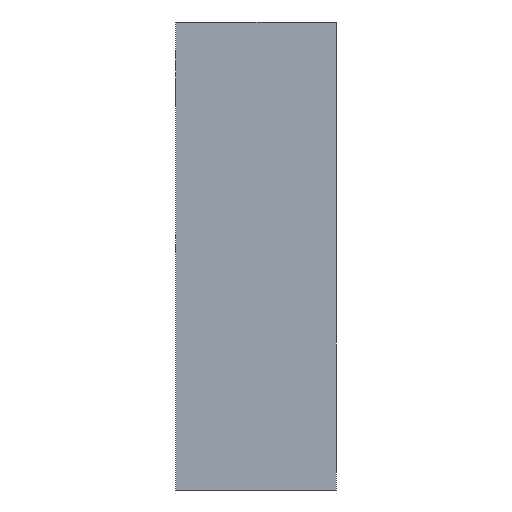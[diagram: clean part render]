
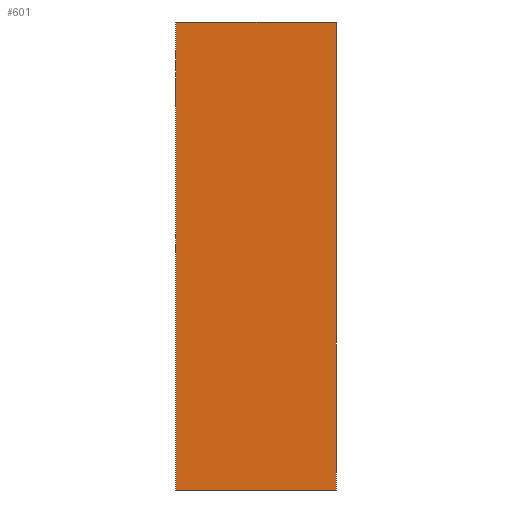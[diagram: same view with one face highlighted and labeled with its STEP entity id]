
A CAD part, left-side view. The second image highlights one B-rep face of the part: STEP entity #601.
In plain terms, the highlighted planar face has unit normal (-1, 0, 0).
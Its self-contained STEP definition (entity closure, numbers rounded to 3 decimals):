
#262 = DIRECTION ( 'NONE',  ( 0., 1., 0. ) ) ;
#469 = AXIS2_PLACEMENT_3D ( 'NONE', #518, #5617, #2132 ) ;
#518 = CARTESIAN_POINT ( 'NONE',  ( -1.5, 0.86, -1.25 ) ) ;
#601 = ADVANCED_FACE ( 'NONE', ( #6121 ), #4452, .F. ) ;
#615 = CARTESIAN_POINT ( 'NONE',  ( -1.5, 0., 1.25 ) ) ;
#823 = VECTOR ( 'NONE', #262, 1000. ) ;
#825 = LINE ( 'NONE', #5286, #823 ) ;
#946 = EDGE_LOOP ( 'NONE', ( #3967, #4562, #3966, #6312 ) ) ;
#1494 = LINE ( 'NONE', #4238, #4808 ) ;
#1632 = CARTESIAN_POINT ( 'NONE',  ( -1.5, 0.86, 1.25 ) ) ;
#1697 = DIRECTION ( 'NONE',  ( 0., 0., -1. ) ) ;
#2132 = DIRECTION ( 'NONE',  ( 0., 0., -1. ) ) ;
#2753 = CARTESIAN_POINT ( 'NONE',  ( -1.5, 0., -1.25 ) ) ;
#2882 = EDGE_CURVE ( 'NONE', #4049, #5182, #1494, .T. ) ;
#3253 = DIRECTION ( 'NONE',  ( 0., 1., 0. ) ) ;
#3308 = CARTESIAN_POINT ( 'NONE',  ( -1.5, 0.86, -1.25 ) ) ;
#3858 = CARTESIAN_POINT ( 'NONE',  ( -1.5, 0., -1.25 ) ) ;
#3892 = EDGE_CURVE ( 'NONE', #5182, #5971, #4743, .T. ) ;
#3966 = ORIENTED_EDGE ( 'NONE', *, *, #2882, .F. ) ;
#3967 = ORIENTED_EDGE ( 'NONE', *, *, #6219, .T. ) ;
#4049 = VERTEX_POINT ( 'NONE', #3858 ) ;
#4238 = CARTESIAN_POINT ( 'NONE',  ( -1.5, 0.86, -1.25 ) ) ;
#4452 = PLANE ( 'NONE',  #469 ) ;
#4562 = ORIENTED_EDGE ( 'NONE', *, *, #3892, .F. ) ;
#4743 = LINE ( 'NONE', #6504, #6066 ) ;
#4808 = VECTOR ( 'NONE', #3253, 1000. ) ;
#5182 = VERTEX_POINT ( 'NONE', #3308 ) ;
#5286 = CARTESIAN_POINT ( 'NONE',  ( -1.5, 0.86, 1.25 ) ) ;
#5582 = LINE ( 'NONE', #2753, #5738 ) ;
#5617 = DIRECTION ( 'NONE',  ( 1., 0., 0. ) ) ;
#5738 = VECTOR ( 'NONE', #1697, 1000. ) ;
#5971 = VERTEX_POINT ( 'NONE', #1632 ) ;
#6060 = VERTEX_POINT ( 'NONE', #615 ) ;
#6066 = VECTOR ( 'NONE', #6947, 1000. ) ;
#6121 = FACE_OUTER_BOUND ( 'NONE', #946, .T. ) ;
#6219 = EDGE_CURVE ( 'NONE', #6060, #5971, #825, .T. ) ;
#6236 = EDGE_CURVE ( 'NONE', #6060, #4049, #5582, .T. ) ;
#6312 = ORIENTED_EDGE ( 'NONE', *, *, #6236, .F. ) ;
#6504 = CARTESIAN_POINT ( 'NONE',  ( -1.5, 0.86, 0. ) ) ;
#6947 = DIRECTION ( 'NONE',  ( 0., 0., 1. ) ) ;
